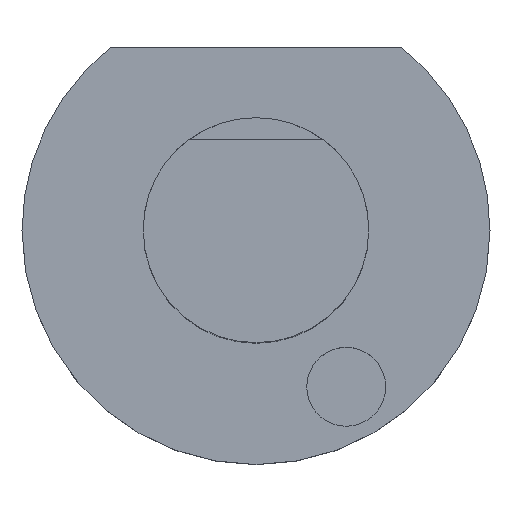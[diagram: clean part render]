
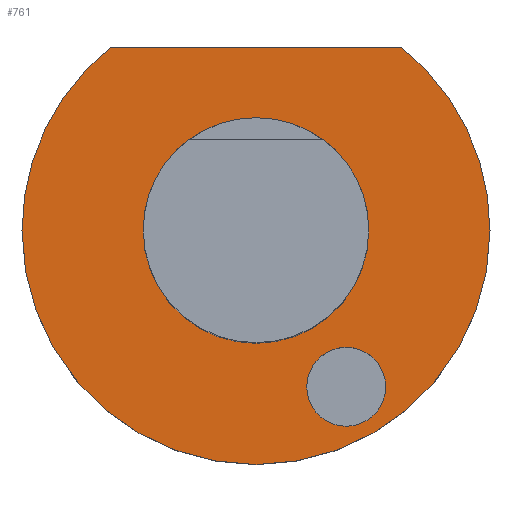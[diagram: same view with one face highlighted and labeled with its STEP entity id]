
A CAD part, top view. The second image highlights one B-rep face of the part: STEP entity #761.
In plain terms, the highlighted planar face has unit normal (0, 0, 1).
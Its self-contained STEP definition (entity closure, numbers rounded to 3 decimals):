
#34 = DIRECTION ( 'NONE',  ( 1., 0., 0. ) ) ;
#60 = CARTESIAN_POINT ( 'NONE',  ( 0., 0., -63. ) ) ;
#61 = EDGE_CURVE ( 'NONE', #1334, #529, #2228, .T. ) ;
#118 = VERTEX_POINT ( 'NONE', #734 ) ;
#156 = DIRECTION ( 'NONE',  ( 0., 0., 1. ) ) ;
#255 = ORIENTED_EDGE ( 'NONE', *, *, #1700, .T. ) ;
#390 = AXIS2_PLACEMENT_3D ( 'NONE', #1936, #656, #1836 ) ;
#393 = ORIENTED_EDGE ( 'NONE', *, *, #1235, .F. ) ;
#459 = CIRCLE ( 'NONE', #1136, 20. ) ;
#461 = VERTEX_POINT ( 'NONE', #1665 ) ;
#485 = CARTESIAN_POINT ( 'NONE',  ( 16., -27.713, -63. ) ) ;
#487 = AXIS2_PLACEMENT_3D ( 'NONE', #589, #1259, #2243 ) ;
#529 = VERTEX_POINT ( 'NONE', #1459 ) ;
#549 = EDGE_LOOP ( 'NONE', ( #953, #393 ) ) ;
#589 = CARTESIAN_POINT ( 'NONE',  ( 16., -27.713, -63. ) ) ;
#592 = CARTESIAN_POINT ( 'NONE',  ( 0., 20., -63. ) ) ;
#612 = DIRECTION ( 'NONE',  ( 0., 0., -1. ) ) ;
#633 = EDGE_LOOP ( 'NONE', ( #2098, #1124, #255, #2295 ) ) ;
#656 = DIRECTION ( 'NONE',  ( 0., 0., 1. ) ) ;
#673 = AXIS2_PLACEMENT_3D ( 'NONE', #1586, #1142, #34 ) ;
#695 = DIRECTION ( 'NONE',  ( 0., 0., 1. ) ) ;
#700 = CIRCLE ( 'NONE', #737, 41.5 ) ;
#710 = DIRECTION ( 'NONE',  ( 1., 0., 0. ) ) ;
#734 = CARTESIAN_POINT ( 'NONE',  ( -20., 0., -63. ) ) ;
#737 = AXIS2_PLACEMENT_3D ( 'NONE', #1171, #695, #2099 ) ;
#761 = ADVANCED_FACE ( 'NONE', ( #2330, #2250, #2135 ), #1603, .F. ) ;
#776 = CARTESIAN_POINT ( 'NONE',  ( -41.5, 0., -63. ) ) ;
#830 = DIRECTION ( 'NONE',  ( -1., 0., 0. ) ) ;
#870 = ORIENTED_EDGE ( 'NONE', *, *, #1360, .F. ) ;
#872 = VERTEX_POINT ( 'NONE', #776 ) ;
#926 = EDGE_CURVE ( 'NONE', #990, #872, #1410, .T. ) ;
#939 = EDGE_LOOP ( 'NONE', ( #870, #2230 ) ) ;
#953 = ORIENTED_EDGE ( 'NONE', *, *, #1686, .F. ) ;
#990 = VERTEX_POINT ( 'NONE', #1701 ) ;
#1124 = ORIENTED_EDGE ( 'NONE', *, *, #1387, .T. ) ;
#1136 = AXIS2_PLACEMENT_3D ( 'NONE', #1892, #2106, #2187 ) ;
#1142 = DIRECTION ( 'NONE',  ( 0., 0., 1. ) ) ;
#1144 = AXIS2_PLACEMENT_3D ( 'NONE', #60, #1503, #710 ) ;
#1171 = CARTESIAN_POINT ( 'NONE',  ( 0., 0., -63. ) ) ;
#1198 = CARTESIAN_POINT ( 'NONE',  ( 9., -27.713, -63. ) ) ;
#1216 = EDGE_CURVE ( 'NONE', #461, #990, #2138, .T. ) ;
#1235 = EDGE_CURVE ( 'NONE', #118, #1293, #1778, .T. ) ;
#1259 = DIRECTION ( 'NONE',  ( 0., 0., 1. ) ) ;
#1293 = VERTEX_POINT ( 'NONE', #1329 ) ;
#1329 = CARTESIAN_POINT ( 'NONE',  ( 20., 0., -63. ) ) ;
#1334 = VERTEX_POINT ( 'NONE', #1198 ) ;
#1360 = EDGE_CURVE ( 'NONE', #529, #1334, #1417, .T. ) ;
#1387 = EDGE_CURVE ( 'NONE', #872, #2025, #700, .T. ) ;
#1395 = AXIS2_PLACEMENT_3D ( 'NONE', #485, #156, #1453 ) ;
#1410 = CIRCLE ( 'NONE', #1144, 41.5 ) ;
#1417 = CIRCLE ( 'NONE', #1395, 7. ) ;
#1453 = DIRECTION ( 'NONE',  ( 1., 0., 0. ) ) ;
#1459 = CARTESIAN_POINT ( 'NONE',  ( 23., -27.713, -63. ) ) ;
#1503 = DIRECTION ( 'NONE',  ( 0., 0., 1. ) ) ;
#1586 = CARTESIAN_POINT ( 'NONE',  ( 0., 0., -63. ) ) ;
#1603 = PLANE ( 'NONE',  #2064 ) ;
#1665 = CARTESIAN_POINT ( 'NONE',  ( 25.807, 32.5, -63. ) ) ;
#1686 = EDGE_CURVE ( 'NONE', #1293, #118, #459, .T. ) ;
#1700 = EDGE_CURVE ( 'NONE', #2025, #461, #2001, .T. ) ;
#1701 = CARTESIAN_POINT ( 'NONE',  ( -25.807, 32.5, -63. ) ) ;
#1778 = CIRCLE ( 'NONE', #673, 20. ) ;
#1836 = DIRECTION ( 'NONE',  ( 1., 0., 0. ) ) ;
#1892 = CARTESIAN_POINT ( 'NONE',  ( 0., 0., -63. ) ) ;
#1924 = VECTOR ( 'NONE', #1998, 1000. ) ;
#1936 = CARTESIAN_POINT ( 'NONE',  ( 0., 0., -63. ) ) ;
#1998 = DIRECTION ( 'NONE',  ( -1., 0., 0. ) ) ;
#2001 = CIRCLE ( 'NONE', #390, 41.5 ) ;
#2025 = VERTEX_POINT ( 'NONE', #2080 ) ;
#2064 = AXIS2_PLACEMENT_3D ( 'NONE', #592, #612, #830 ) ;
#2080 = CARTESIAN_POINT ( 'NONE',  ( 41.5, 0., -63. ) ) ;
#2098 = ORIENTED_EDGE ( 'NONE', *, *, #926, .T. ) ;
#2099 = DIRECTION ( 'NONE',  ( 1., 0., 0. ) ) ;
#2106 = DIRECTION ( 'NONE',  ( 0., 0., 1. ) ) ;
#2135 = FACE_OUTER_BOUND ( 'NONE', #633, .T. ) ;
#2138 = LINE ( 'NONE', #2224, #1924 ) ;
#2187 = DIRECTION ( 'NONE',  ( 1., 0., 0. ) ) ;
#2224 = CARTESIAN_POINT ( 'NONE',  ( 0., 32.5, -63. ) ) ;
#2228 = CIRCLE ( 'NONE', #487, 7. ) ;
#2230 = ORIENTED_EDGE ( 'NONE', *, *, #61, .F. ) ;
#2243 = DIRECTION ( 'NONE',  ( 1., 0., 0. ) ) ;
#2250 = FACE_BOUND ( 'NONE', #549, .T. ) ;
#2295 = ORIENTED_EDGE ( 'NONE', *, *, #1216, .T. ) ;
#2330 = FACE_BOUND ( 'NONE', #939, .T. ) ;
